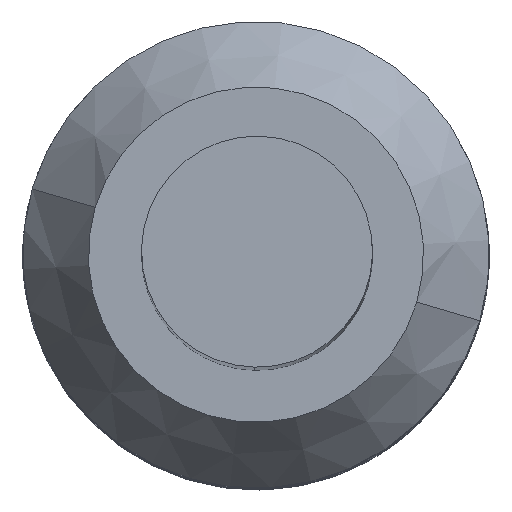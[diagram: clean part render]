
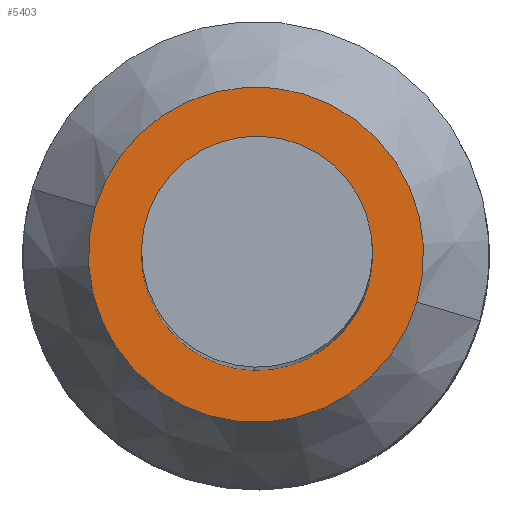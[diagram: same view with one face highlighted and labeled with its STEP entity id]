
A CAD part, top view. The second image highlights one B-rep face of the part: STEP entity #5403.
In plain terms, the highlighted planar face has unit normal (0, 0, 1).
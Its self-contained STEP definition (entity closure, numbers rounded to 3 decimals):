
#79=AXIS2_PLACEMENT_3D('Circle Axis2P3D',#77,#78,$) ;
#99=AXIS2_PLACEMENT_3D('Circle Axis2P3D',#97,#98,$) ;
#136=AXIS2_PLACEMENT_3D('Circle Axis2P3D',#134,#135,$) ;
#162=AXIS2_PLACEMENT_3D('Circle Axis2P3D',#160,#161,$) ;
#5391=AXIS2_PLACEMENT_3D('Plane Axis2P3D',#5388,#5389,#5390) ;
#65=CARTESIAN_POINT('Vertex',(5.111,2.598,33.7)) ;
#69=CARTESIAN_POINT('Control Point',(5.111,2.598,33.7)) ;
#70=CARTESIAN_POINT('Control Point',(5.945,2.578,33.7)) ;
#71=CARTESIAN_POINT('Control Point',(6.794,2.925,33.7)) ;
#72=CARTESIAN_POINT('Control Point',(7.384,3.628,33.7)) ;
#73=CARTESIAN_POINT('Control Point',(7.619,4.428,33.7)) ;
#74=CARTESIAN_POINT('Vertex',(7.619,4.428,33.7)) ;
#77=CARTESIAN_POINT('Axis2P3D Location',(5.173,5.147,33.7)) ;
#81=CARTESIAN_POINT('Vertex',(5.234,7.697,33.7)) ;
#97=CARTESIAN_POINT('Axis2P3D Location',(5.173,5.147,33.7)) ;
#101=CARTESIAN_POINT('Vertex',(2.726,5.867,33.7)) ;
#105=CARTESIAN_POINT('Control Point',(2.726,5.867,33.7)) ;
#106=CARTESIAN_POINT('Control Point',(2.463,4.97,33.7)) ;
#107=CARTESIAN_POINT('Control Point',(2.607,3.951,33.7)) ;
#108=CARTESIAN_POINT('Control Point',(3.251,3.069,33.7)) ;
#109=CARTESIAN_POINT('Control Point',(4.177,2.621,33.7)) ;
#110=CARTESIAN_POINT('Control Point',(5.111,2.598,33.7)) ;
#131=CARTESIAN_POINT('Vertex',(8.7,4.107,33.7)) ;
#134=CARTESIAN_POINT('Axis2P3D Location',(5.15,5.15,33.7)) ;
#138=CARTESIAN_POINT('Vertex',(1.6,6.193,33.7)) ;
#160=CARTESIAN_POINT('Axis2P3D Location',(5.15,5.15,33.7)) ;
#5388=CARTESIAN_POINT('Axis2P3D Location',(4.107,1.6,33.7)) ;
#78=DIRECTION('Axis2P3D Direction',(0.,-0.,1.)) ;
#98=DIRECTION('Axis2P3D Direction',(0.,-0.,1.)) ;
#135=DIRECTION('Axis2P3D Direction',(0.,0.,-1.)) ;
#161=DIRECTION('Axis2P3D Direction',(0.,0.,-1.)) ;
#5389=DIRECTION('Axis2P3D Direction',(0.,0.,1.)) ;
#5390=DIRECTION('Axis2P3D XDirection',(-0.959,0.282,0.)) ;
#5394=ORIENTED_EDGE('',*,*,#140,.F.) ;
#5395=ORIENTED_EDGE('',*,*,#164,.F.) ;
#5398=ORIENTED_EDGE('',*,*,#76,.F.) ;
#5399=ORIENTED_EDGE('',*,*,#111,.F.) ;
#5400=ORIENTED_EDGE('',*,*,#103,.F.) ;
#5401=ORIENTED_EDGE('',*,*,#83,.F.) ;
#5402=FACE_BOUND('',#5397,.T.) ;
#5403=ADVANCED_FACE('Hauptk\X2\00F6\X0\rper',(#5396,#5402),#5392,.T.) ;
#68=B_SPLINE_CURVE_WITH_KNOTS('',4,(#69,#70,#71,#72,#73),.UNSPECIFIED.,.F.,.U.,(5,5),(-1.669,1.669),.UNSPECIFIED.) ;
#104=B_SPLINE_CURVE_WITH_KNOTS('',5,(#105,#106,#107,#108,#109,#110),.UNSPECIFIED.,.F.,.U.,(6,6),(-2.337,2.337),.UNSPECIFIED.) ;
#80=CIRCLE('generated circle',#79,2.55) ;
#100=CIRCLE('generated circle',#99,2.55) ;
#137=CIRCLE('generated circle',#136,3.7) ;
#163=CIRCLE('generated circle',#162,3.7) ;
#76=EDGE_CURVE('',#66,#75,#68,.T.) ;
#83=EDGE_CURVE('',#75,#82,#80,.T.) ;
#103=EDGE_CURVE('',#82,#102,#100,.T.) ;
#111=EDGE_CURVE('',#102,#66,#104,.T.) ;
#140=EDGE_CURVE('',#132,#139,#137,.T.) ;
#164=EDGE_CURVE('',#139,#132,#163,.T.) ;
#5393=EDGE_LOOP('',(#5394,#5395)) ;
#5397=EDGE_LOOP('',(#5398,#5399,#5400,#5401)) ;
#5396=FACE_OUTER_BOUND('',#5393,.T.) ;
#5392=PLANE('',#5391) ;
#66=VERTEX_POINT('',#65) ;
#75=VERTEX_POINT('',#74) ;
#82=VERTEX_POINT('',#81) ;
#102=VERTEX_POINT('',#101) ;
#132=VERTEX_POINT('',#131) ;
#139=VERTEX_POINT('',#138) ;
